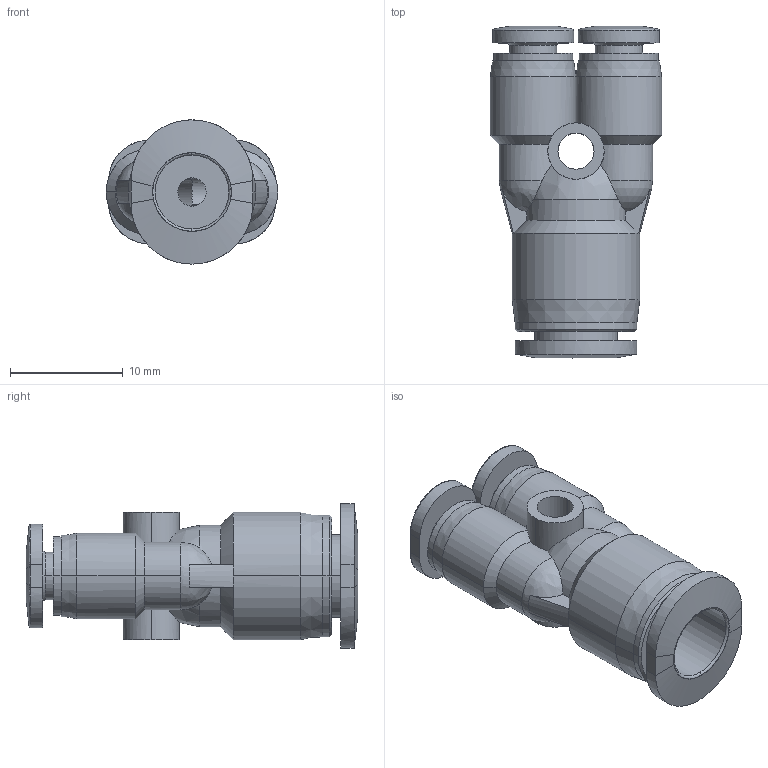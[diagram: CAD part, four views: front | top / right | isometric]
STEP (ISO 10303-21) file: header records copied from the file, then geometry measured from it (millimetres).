
FILE_DESCRIPTION (( 'STEP AP203' ), '1' );
FILE_NAME ('URY14-18.step', '2016-02-15T20:02:28', ( '' ), ( '' ), 'SwSTEP 2.0', 'SolidWorks 2015', '' );
FILE_SCHEMA (( 'CONFIG_CONTROL_DESIGN' ));
Length unit declared in the file: inch
Products named in the file (1): URY14-18
Bounding box: 15.2 x 29.44 x 12.8 mm (x, y, z)
Volume: 1864.8 mm3; surface area: 2358.7 mm2
Topology: 1 solids, 1 shells, 133 faces, 317 edges, 195 vertices
Faces by surface type: bspline 43, cylinder 42, plane 26, cone 21, sphere 1
Entity records: 6989 total; most frequent: CARTESIAN_POINT 4122, ORIENTED_EDGE 632, DIRECTION 487, EDGE_CURVE 316, VERTEX_POINT 195, AXIS2_PLACEMENT_3D 194, EDGE_LOOP 149, ADVANCED_FACE 133
